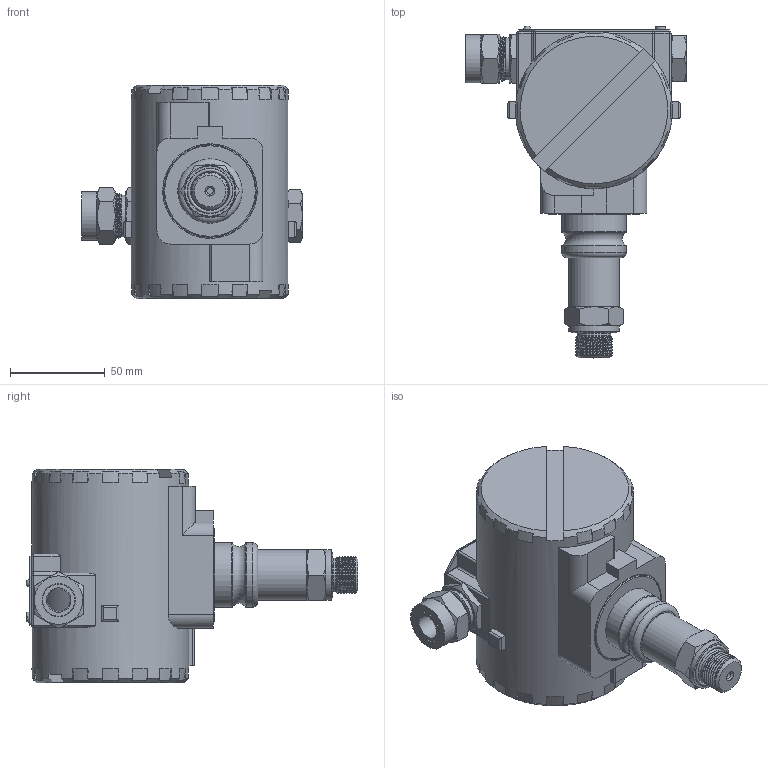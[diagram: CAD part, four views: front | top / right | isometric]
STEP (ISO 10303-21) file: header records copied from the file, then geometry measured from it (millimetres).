
FILE_DESCRIPTION(/* description */ (''),/* implementation_level */ '2;1');
FILE_NAME(/* name */ 'AMZ5450_piezoresistive_M20x1,5DIN.step',/* time_stamp */ '2021-08-26T15:20:33+03:00',/* author */ (''),/* organization */ (''),/* preprocessor_version */ 'ST-DEVELOPER v18.1',/* originating_system */ 'Autodesk Translation Framework v10.10.0.1391',/* authorisation */ '');
FILE_SCHEMA (('AUTOMOTIVE_DESIGN { 1 0 10303 214 3 1 1 }'));
Products named in the file (8): (Unsaved); Corp; screw; stamp; o-ring; O-ring_1; PLUG v2; M20x1,5 steel cable gland Ex d v3
Assembly tree (7 placements, depth 3):
  (Unsaved)
    Corp
    screw
    stamp
    o-ring
      O-ring_1
    PLUG v2
    M20x1,5 steel cable gland Ex d v3
Bounding box: 116.5 x 175.4 x 113 mm (x, y, z)
Volume: 745921.6 mm3; surface area: 76097.1 mm2
Topology: 6 solids, 7 shells, 668 faces, 1827 edges, 1214 vertices
Faces by surface type: plane 314, cylinder 138, bspline 117, cone 74, torus 18, sphere 7
Full cylindrical faces by diameter (mm): 2 x2, 2.693 x1, 3 x3, 3.3 x1, 8.5 x2, 12 x1, 13 x1, 16.811 x1, 17 x2, 17.6 x1, 17.8 x1, 18.137 x21, 18.376 x2, 19.85 x19, 20.5 x1, 22 x1, 22.132 x1, 23.7 x1, 25.6 x1, 26.5 x2, 34 x2, 48.9 x1, 50 x1, 77 x1, 83 x1
Entity records: 44523 total; most frequent: CARTESIAN_POINT 28442, ORIENTED_EDGE 3640, DIRECTION 2789, EDGE_CURVE 1820, VERTEX_POINT 1214, LINE 937, VECTOR 937, AXIS2_PLACEMENT_3D 926
